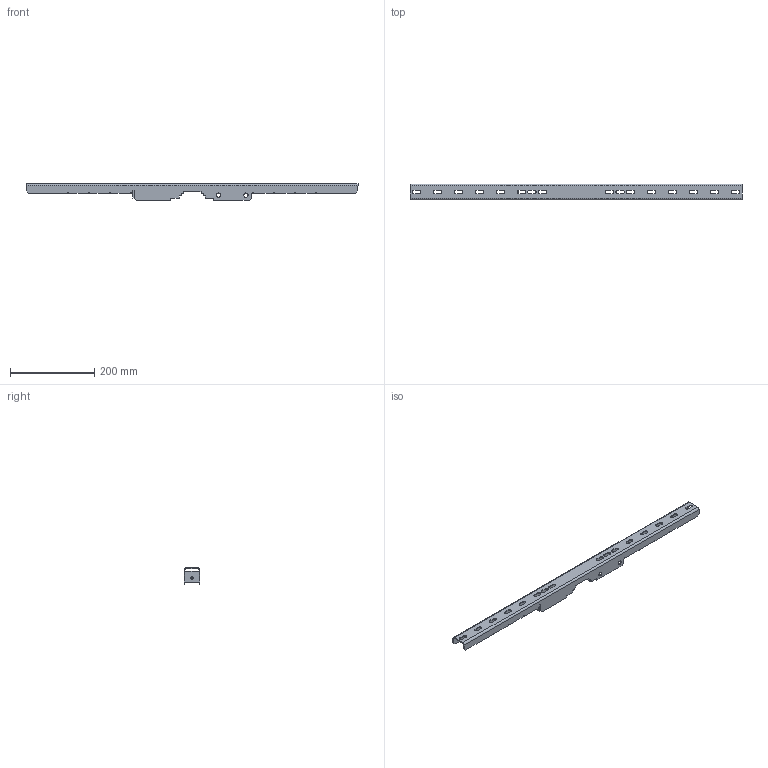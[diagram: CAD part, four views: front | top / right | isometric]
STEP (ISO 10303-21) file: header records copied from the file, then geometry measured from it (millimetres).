
FILE_DESCRIPTION(/* description */ (''),/* implementation_level */ '2;1');
FILE_NAME(/* name */ '48420_7080.stp',/* time_stamp */ '2021-06-21T13:56:57+02:00',/* author */ (''),/* organization */ (''),/* preprocessor_version */ 'ST-DEVELOPER v16.7',/* originating_system */ 'SIEMENS PLM Software NX 12.0',/* authorisation */ '');
FILE_SCHEMA (('AP203_CONFIGURATION_CONTROLLED_3D_DESIGN_OF_MECHANICAL_PARTS_AND_ASSEMBLIES_MIM_LF { 1 0 10303 403 2 1 2}'));
Length unit declared in the file: millimetre
Products named in the file (1): 48420_7080_stp
Bounding box: 790 x 38 x 39 mm (x, y, z)
Volume: 128787.5 mm3; surface area: 133986 mm2
Topology: 2 solids, 2 shells, 185 faces, 543 edges, 362 vertices
Faces by surface type: plane 124, cylinder 61
Full cylindrical faces by diameter (mm): 5.55 x1, 10.3 x4
Entity records: 6322 total; most frequent: CARTESIAN_POINT 1091, ORIENTED_EDGE 1086, DIRECTION 1037, EDGE_CURVE 543, LINE 421, VECTOR 421, VERTEX_POINT 362, AXIS2_PLACEMENT_3D 308
